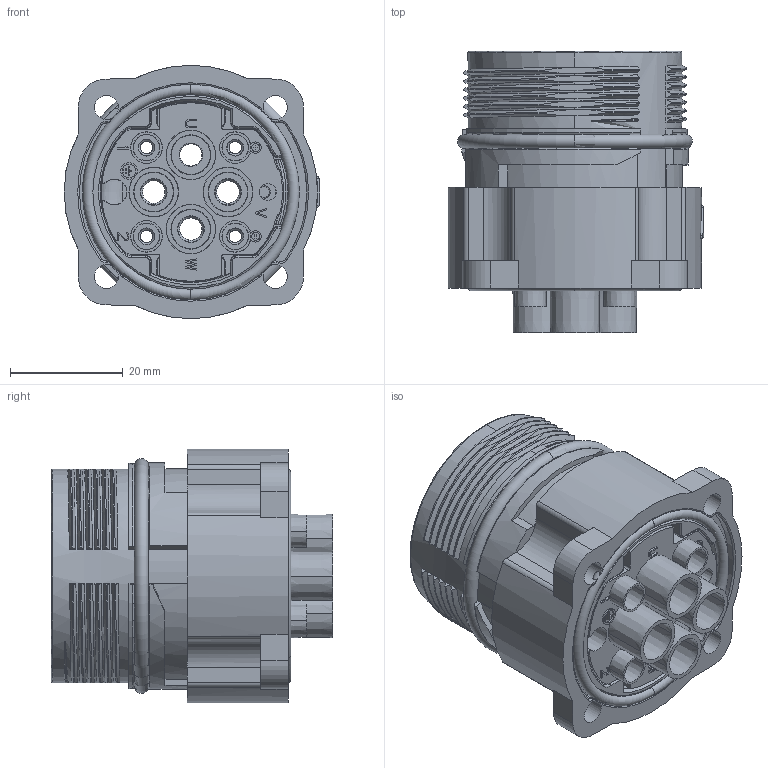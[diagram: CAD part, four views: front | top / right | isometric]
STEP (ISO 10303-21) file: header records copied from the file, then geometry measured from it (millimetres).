
FILE_DESCRIPTION((''),'2;1');
FILE_NAME('3D_1700083101001_M40-MC04-4-BK','2017-02-27T',('zm.lin'),(''),'PRO/ENGINEER BY PARAMETRIC TECHNOLOGY CORPORATION, 2012480','PRO/ENGINEER BY PARAMETRIC TECHNOLOGY CORPORATION, 2012480','');
FILE_SCHEMA(('CONFIG_CONTROL_DESIGN'));
Length unit declared in the file: millimetre
Products named in the file (1): 3D_1700083101001_M40-MC04-4-BK
Bounding box: 45.4 x 50 x 45 mm (x, y, z)
Volume: 34424.8 mm3; surface area: 30970.3 mm2
Topology: 1 solids, 1 shells, 1489 faces, 4132 edges, 2730 vertices
Faces by surface type: plane 766, cone 322, cylinder 180, bspline 121, torus 98, sphere 2
Entity records: 54183 total; most frequent: CARTESIAN_POINT 16431, ORIENTED_EDGE 8260, DIRECTION 7468, EDGE_CURVE 4130, AXIS2_PLACEMENT_3D 2770, VERTEX_POINT 2730, VECTOR 1928, LINE 1928
